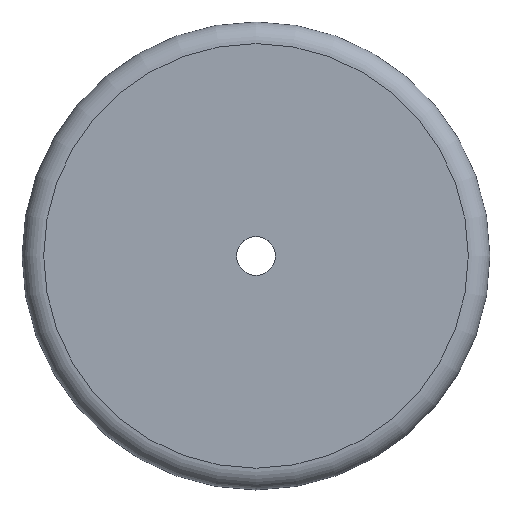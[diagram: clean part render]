
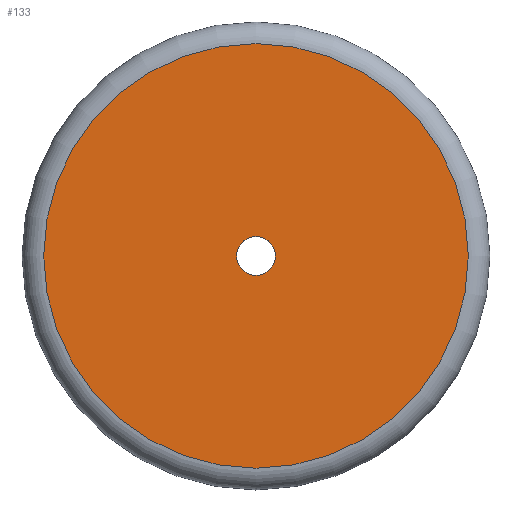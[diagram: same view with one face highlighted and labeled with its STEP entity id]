
A CAD part, top view. The second image highlights one B-rep face of the part: STEP entity #133.
In plain terms, the highlighted planar face has unit normal (0, 0, 1).
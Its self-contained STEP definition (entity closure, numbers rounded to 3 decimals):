
#106=CARTESIAN_POINT('',(11.88,0.,82.799));
#107=DIRECTION('',(-0.,0.,1.));
#108=DIRECTION('',(-1.,0.,-0.));
#109=AXIS2_PLACEMENT_3D('',#106,#107,#108);
#110=PLANE('',#109);
#111=CARTESIAN_POINT('',(0.9,0.,82.799));
#112=VERTEX_POINT('',#111);
#113=CARTESIAN_POINT('',(-0.,0.,82.799));
#114=DIRECTION('',(-0.,0.,1.));
#115=DIRECTION('',(1.,0.,0.));
#116=AXIS2_PLACEMENT_3D('',#113,#114,#115);
#117=CIRCLE('',#116,0.9);
#118=EDGE_CURVE('',#112,#112,#117,.T.);
#119=ORIENTED_EDGE('',*,*,#118,.F.);
#120=EDGE_LOOP('',(#119));
#121=FACE_BOUND('',#120,.T.);
#122=CARTESIAN_POINT('',(9.8,0.,82.799));
#123=VERTEX_POINT('',#122);
#124=CARTESIAN_POINT('',(-0.,0.,82.799));
#125=DIRECTION('',(-0.,0.,1.));
#126=DIRECTION('',(1.,0.,0.));
#127=AXIS2_PLACEMENT_3D('',#124,#125,#126);
#128=CIRCLE('',#127,9.8);
#129=EDGE_CURVE('',#123,#123,#128,.T.);
#130=ORIENTED_EDGE('',*,*,#129,.T.);
#131=EDGE_LOOP('',(#130));
#132=FACE_BOUND('',#131,.T.);
#133=ADVANCED_FACE('',(#121,#132),#110,.T.);
